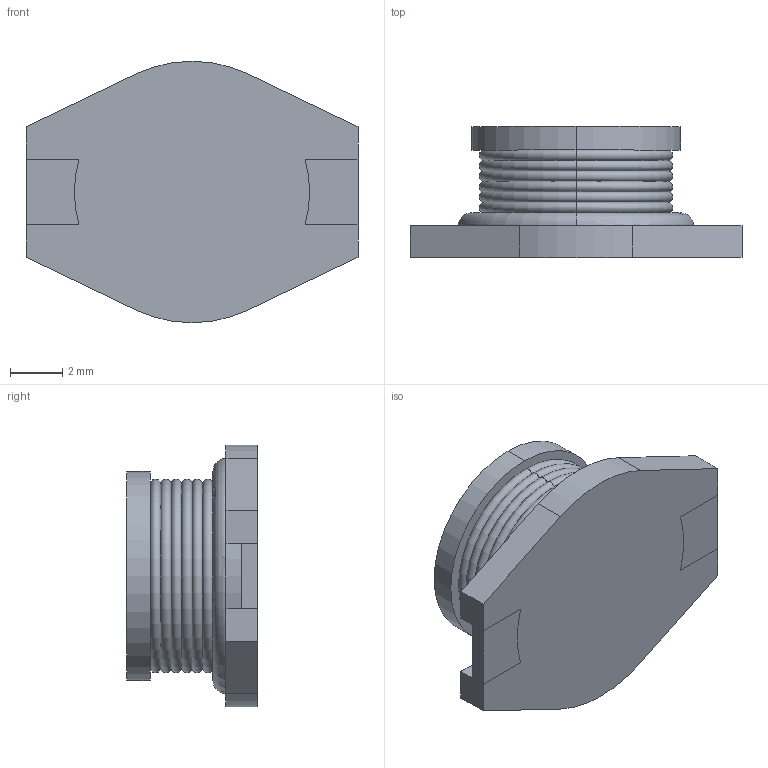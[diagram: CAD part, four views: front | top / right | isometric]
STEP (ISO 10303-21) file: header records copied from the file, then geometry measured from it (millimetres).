
FILE_DESCRIPTION (( 'STEP AP214' ), '1' );
FILE_NAME ('User Library-SDR1005.STEP', '2013-02-12T12:44:20', ( 'Windows User' ), ( '' ), 'SwSTEP 2.0', 'SolidWorks 2013', '' );
FILE_SCHEMA (( 'AUTOMOTIVE_DESIGN' ));
Length unit declared in the file: millimetre
Products named in the file (1): User Library-SDR1005
Bounding box: 12.7 x 5 x 10 mm (x, y, z)
Volume: 291.3 mm3; surface area: 407.2 mm2
Topology: 3 solids, 3 shells, 54 faces, 121 edges, 76 vertices
Faces by surface type: plane 29, torus 14, cylinder 11
Entity records: 1825 total; most frequent: DIRECTION 287, CARTESIAN_POINT 252, ORIENTED_EDGE 242, EDGE_CURVE 121, AXIS2_PLACEMENT_3D 111, VERTEX_POINT 76, LINE 65, VECTOR 65
